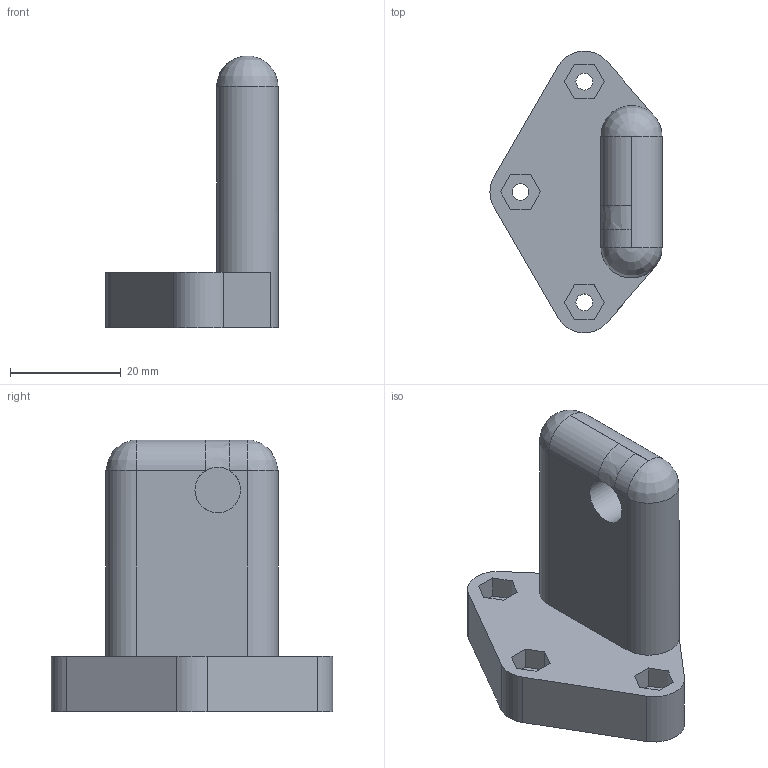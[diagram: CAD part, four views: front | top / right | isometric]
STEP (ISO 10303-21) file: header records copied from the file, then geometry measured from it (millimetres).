
FILE_DESCRIPTION(('FreeCAD Model'),'2;1');
FILE_NAME('soporte varilla Y izquierda.step','2018-02-12T08:17:31',('Author'),(''), 'Open CASCADE STEP processor 6.8','FreeCAD','Unknown');
FILE_SCHEMA(('AUTOMOTIVE_DESIGN_CC2 { 1 2 10303 214 -1 1 5 4 }'));
Length unit declared in the file: millimetre
Products named in the file (2): ASSEMBLY; Soporte_Y_izquierdo005
Assembly tree (1 placements, depth 2):
  ASSEMBLY
    Soporte_Y_izquierdo005
Bounding box: 31 x 50.75 x 49 mm (x, y, z)
Volume: 21734.9 mm3; surface area: 6743.5 mm2
Topology: 1 solids, 1 shells, 46 faces, 118 edges, 77 vertices
Faces by surface type: plane 31, cylinder 12, revolution 2, bspline 1
Full cylindrical faces by diameter (mm): 3 x3, 8.2 x1
Entity records: 3382 total; most frequent: CARTESIAN_POINT 1003, DIRECTION 428, LINE 277, VECTOR 277, ORIENTED_EDGE 236, PCURVE 236, DEFINITIONAL_REPRESENTATION 236, EDGE_CURVE 118
